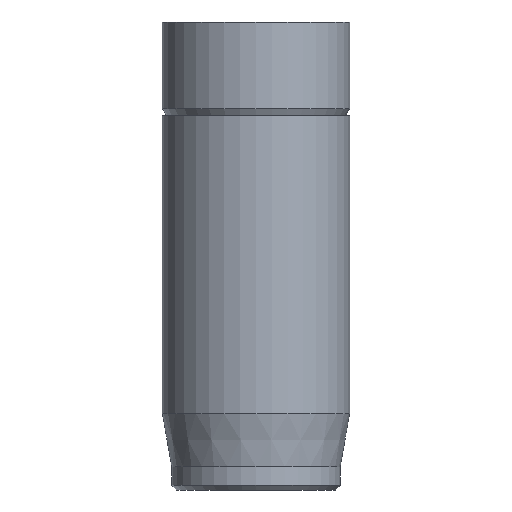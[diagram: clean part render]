
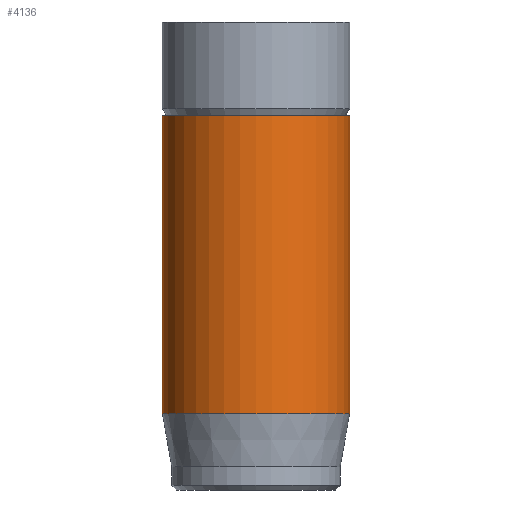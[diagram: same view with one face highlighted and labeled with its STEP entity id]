
A CAD part, front view. The second image highlights one B-rep face of the part: STEP entity #4136.
In plain terms, the highlighted cylindrical face has radius 4 mm (diameter 8 mm), a full revolution.
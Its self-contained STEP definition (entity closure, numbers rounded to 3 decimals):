
#556=CYLINDRICAL_SURFACE('',#4449,4.);
#569=FACE_OUTER_BOUND('',#811,.T.);
#811=EDGE_LOOP('',(#2882,#2883,#2884,#2885,#2886));
#1070=LINE('',#5204,#1413);
#1413=VECTOR('',#4616,4.);
#1753=CIRCLE('',#4431,4.);
#1762=CIRCLE('',#4447,4.);
#1763=CIRCLE('',#4448,4.);
#1775=VERTEX_POINT('',#5168);
#1784=VERTEX_POINT('',#5198);
#1785=VERTEX_POINT('',#5199);
#2203=EDGE_CURVE('',#1775,#1775,#1753,.T.);
#2217=EDGE_CURVE('',#1784,#1785,#1762,.T.);
#2218=EDGE_CURVE('',#1785,#1784,#1763,.T.);
#2220=EDGE_CURVE('',#1775,#1784,#1070,.T.);
#2882=ORIENTED_EDGE('',*,*,#2203,.T.);
#2883=ORIENTED_EDGE('',*,*,#2220,.T.);
#2884=ORIENTED_EDGE('',*,*,#2217,.T.);
#2885=ORIENTED_EDGE('',*,*,#2218,.T.);
#2886=ORIENTED_EDGE('',*,*,#2220,.F.);
#4136=ADVANCED_FACE('',(#569),#556,.T.);
#4431=AXIS2_PLACEMENT_3D('',#5169,#4572,#4573);
#4447=AXIS2_PLACEMENT_3D('',#5200,#4609,#4610);
#4448=AXIS2_PLACEMENT_3D('',#5201,#4611,#4612);
#4449=AXIS2_PLACEMENT_3D('',#5203,#4614,#4615);
#4572=DIRECTION('center_axis',(0.,0.,-1.));
#4573=DIRECTION('ref_axis',(-1.,0.,0.));
#4609=DIRECTION('center_axis',(0.,0.,1.));
#4610=DIRECTION('ref_axis',(-1.,0.,0.));
#4611=DIRECTION('center_axis',(0.,0.,1.));
#4612=DIRECTION('ref_axis',(-1.,0.,0.));
#4614=DIRECTION('center_axis',(0.,0.,1.));
#4615=DIRECTION('ref_axis',(-1.,0.,0.));
#4616=DIRECTION('',(0.,0.,-1.));
#5168=CARTESIAN_POINT('',(4.,0.,16.));
#5169=CARTESIAN_POINT('Origin',(0.,0.,16.));
#5198=CARTESIAN_POINT('',(4.,0.,3.269));
#5199=CARTESIAN_POINT('',(-4.,0.,3.269));
#5200=CARTESIAN_POINT('Origin',(0.,0.,3.269));
#5201=CARTESIAN_POINT('Origin',(0.,0.,3.269));
#5203=CARTESIAN_POINT('Origin',(0.,0.,0.));
#5204=CARTESIAN_POINT('',(4.,0.,0.));
